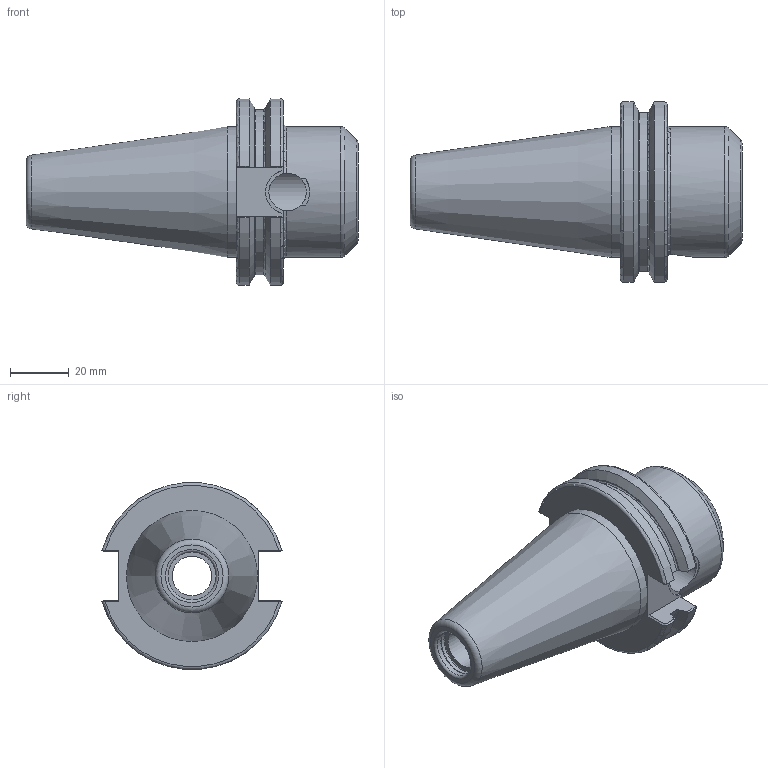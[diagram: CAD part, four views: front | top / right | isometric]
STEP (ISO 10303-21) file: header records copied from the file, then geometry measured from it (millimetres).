
FILE_DESCRIPTION(/* description */ (''),/* implementation_level */ '2;1');
FILE_NAME(/* name */ 'CAT40-EM062-0175.stp',/* time_stamp */ '2019-07-16T11:11:34-05:00',/* author */ ('ldfli'),/* organization */ ('Pioneer N.A.'),/* preprocessor_version */ 'ST-DEVELOPER v18',/* originating_system */ 'Autodesk Inventor LT',/* authorisation */ '');
FILE_SCHEMA (('AUTOMOTIVE_DESIGN { 1 0 10303 214 3 1 1 }'));
Length unit declared in the file: millimetre
Products named in the file (1): CAT40-EM062-0175
Bounding box: 112.7 x 61.14 x 63.31 mm (x, y, z)
Volume: 127273.3 mm3; surface area: 25374.7 mm2
Topology: 1 solids, 1 shells, 91 faces, 262 edges, 175 vertices
Faces by surface type: plane 35, cylinder 17, bspline 16, torus 15, cone 8
Full cylindrical faces by diameter (mm): 10 x1, 12.751 x1, 13.386 x1, 15.875 x1, 16.3 x1, 16.8 x1, 16.88 x1, 44.45 x2
Entity records: 3831 total; most frequent: CARTESIAN_POINT 1504, ORIENTED_EDGE 522, DIRECTION 433, EDGE_CURVE 261, VERTEX_POINT 175, AXIS2_PLACEMENT_3D 165, LINE 103, VECTOR 103
